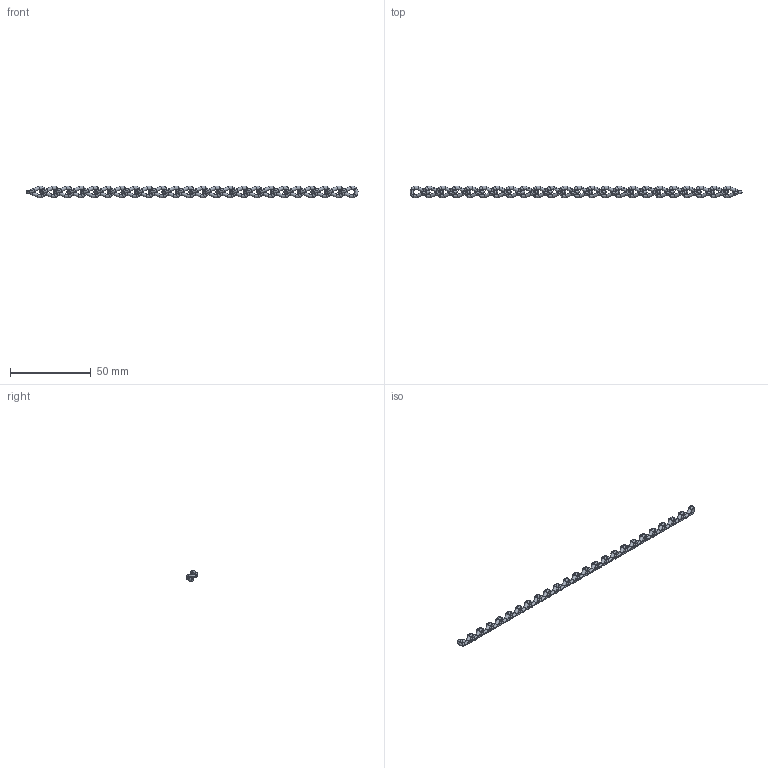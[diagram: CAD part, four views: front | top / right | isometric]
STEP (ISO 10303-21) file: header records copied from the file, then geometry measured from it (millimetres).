
FILE_DESCRIPTION((''),'2;1');
FILE_NAME('','2005-12-14T14:28:05',(''),(''),'','CADfix','');
FILE_SCHEMA(('AUTOMOTIVE_DESIGN'));
Length unit declared in the file: millimetre
Products named in the file (2): chain; TM_104SS_14_10088_36
Assembly tree (24 placements, depth 2):
  TM_104SS_14_10088_36
    chain  x24
Bounding box: 205.6 x 7.27 x 7.28 mm (x, y, z)
Volume: 2176.9 mm3; surface area: 4348.3 mm2
Topology: 24 solids, 24 shells, 576 faces, 1872 edges, 1296 vertices
Faces by surface type: bspline 576
Entity records: 2148 total; most frequent: CARTESIAN_POINT 1419, ORIENTED_EDGE 156, DIRECTION 100, EDGE_CURVE 78, B_SPLINE_CURVE_WITH_KNOTS 68, VERTEX_POINT 54, AXIS2_PLACEMENT_3D 50, PRODUCT_DEFINITION_SHAPE 26
